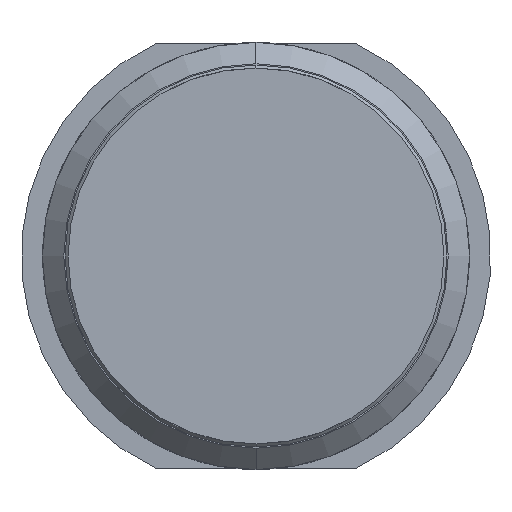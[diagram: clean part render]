
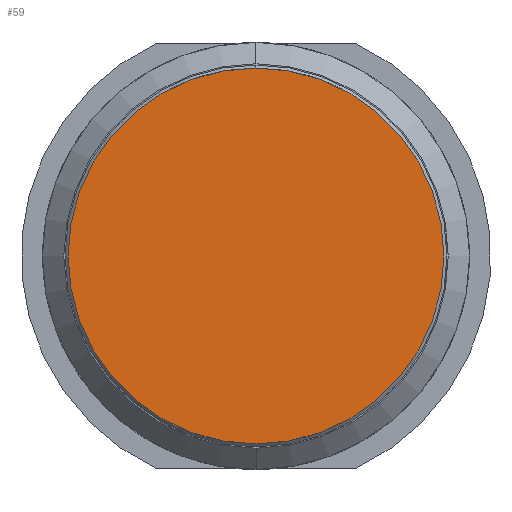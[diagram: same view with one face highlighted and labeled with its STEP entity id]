
A CAD part, front view. The second image highlights one B-rep face of the part: STEP entity #59.
In plain terms, the highlighted planar face has unit normal (0, -1, 0).
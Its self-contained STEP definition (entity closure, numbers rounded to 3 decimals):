
#59 = ADVANCED_FACE ( 'Defeature ausgef�hrt1_16', ( #3260 ), #2721, .F. ) ;
#171 = CARTESIAN_POINT ( 'NONE',  ( 0., 0., -1.9 ) ) ;
#636 = ORIENTED_EDGE ( 'NONE', *, *, #2327, .T. ) ;
#662 = DIRECTION ( 'NONE',  ( -1., 0., 0. ) ) ;
#757 = AXIS2_PLACEMENT_3D ( 'NONE', #171, #3071, #796 ) ;
#786 = CARTESIAN_POINT ( 'NONE',  ( 0., 0., 0. ) ) ;
#796 = DIRECTION ( 'NONE',  ( 1., 0., 0. ) ) ;
#813 = CARTESIAN_POINT ( 'NONE',  ( -2.2, 0., 0. ) ) ;
#1249 = VERTEX_POINT ( 'NONE', #813 ) ;
#1346 = AXIS2_PLACEMENT_3D ( 'NONE', #786, #3383, #3059 ) ;
#1638 = VERTEX_POINT ( 'NONE', #3572 ) ;
#1773 = AXIS2_PLACEMENT_3D ( 'NONE', #2624, #2602, #662 ) ;
#2201 = EDGE_LOOP ( 'NONE', ( #3225, #636 ) ) ;
#2327 = EDGE_CURVE ( 'Defeature ausgef�hrt1_16+Defeature ausgef�hrt1_23+Defeature ausgef�hrt1_23+Defeature ausgef�hrt1_23', #1638, #1249, #2382, .T. ) ;
#2382 = CIRCLE ( 'NONE', #1773, 2.2 ) ;
#2572 = EDGE_CURVE ( 'Defeature ausgef�hrt1_16+Defeature ausgef�hrt1_23+Defeature ausgef�hrt1_23+Defeature ausgef�hrt1_23', #1249, #1638, #3194, .T. ) ;
#2602 = DIRECTION ( 'NONE',  ( 0., -1., 0. ) ) ;
#2624 = CARTESIAN_POINT ( 'NONE',  ( 0., 0., 0. ) ) ;
#2721 = PLANE ( 'NONE',  #757 ) ;
#3059 = DIRECTION ( 'NONE',  ( -1., 0., 0. ) ) ;
#3071 = DIRECTION ( 'NONE',  ( 0., 1., 0. ) ) ;
#3194 = CIRCLE ( 'NONE', #1346, 2.2 ) ;
#3225 = ORIENTED_EDGE ( 'NONE', *, *, #2572, .T. ) ;
#3260 = FACE_OUTER_BOUND ( 'NONE', #2201, .T. ) ;
#3383 = DIRECTION ( 'NONE',  ( 0., -1., 0. ) ) ;
#3572 = CARTESIAN_POINT ( 'NONE',  ( 2.2, 0., 0. ) ) ;
